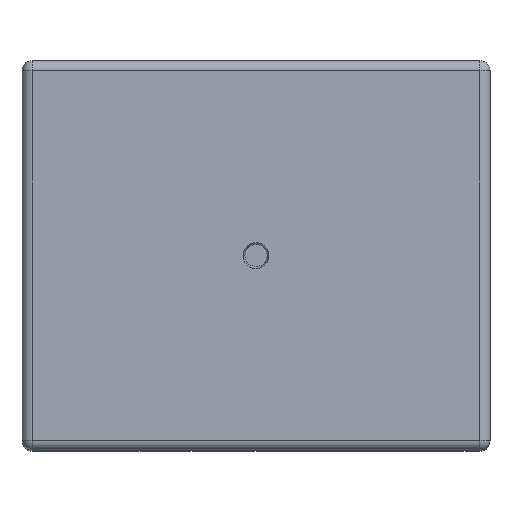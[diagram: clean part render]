
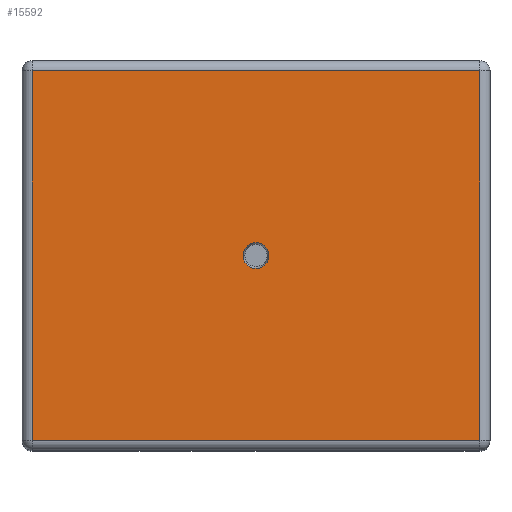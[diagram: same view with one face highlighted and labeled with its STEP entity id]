
A CAD part, top view. The second image highlights one B-rep face of the part: STEP entity #15592.
In plain terms, the highlighted planar face has unit normal (0, 0, 1).
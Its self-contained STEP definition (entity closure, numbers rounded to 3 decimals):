
#42 = AXIS2_PLACEMENT_3D ( 'NONE', #1878, #6599, #11050 ) ;
#259 = VERTEX_POINT ( 'NONE', #9344 ) ;
#638 = EDGE_CURVE ( 'NONE', #15197, #259, #10871, .T. ) ;
#777 = CARTESIAN_POINT ( 'NONE',  ( 17.2, 15., 38. ) ) ;
#823 = FACE_OUTER_BOUND ( 'NONE', #8778, .T. ) ;
#1484 = ORIENTED_EDGE ( 'NONE', *, *, #8409, .F. ) ;
#1522 = CARTESIAN_POINT ( 'NONE',  ( -17.2, 14.2, 38. ) ) ;
#1566 = DIRECTION ( 'NONE',  ( 1., 0., 0. ) ) ;
#1878 = CARTESIAN_POINT ( 'NONE',  ( 0., 0., 38. ) ) ;
#1894 = EDGE_CURVE ( 'NONE', #13302, #10046, #5117, .T. ) ;
#2008 = VECTOR ( 'NONE', #9802, 1000. ) ;
#2647 = ORIENTED_EDGE ( 'NONE', *, *, #9676, .T. ) ;
#3298 = ORIENTED_EDGE ( 'NONE', *, *, #1894, .T. ) ;
#3633 = PLANE ( 'NONE',  #42 ) ;
#3931 = AXIS2_PLACEMENT_3D ( 'NONE', #9913, #12460, #5343 ) ;
#4193 = LINE ( 'NONE', #15814, #11883 ) ;
#5117 = LINE ( 'NONE', #777, #12898 ) ;
#5161 = ORIENTED_EDGE ( 'NONE', *, *, #6836, .T. ) ;
#5343 = DIRECTION ( 'NONE',  ( 1., 0., 0. ) ) ;
#5905 = LINE ( 'NONE', #14265, #7224 ) ;
#6599 = DIRECTION ( 'NONE',  ( 0., 0., 1. ) ) ;
#6836 = EDGE_CURVE ( 'NONE', #16117, #13302, #5905, .T. ) ;
#7059 = CARTESIAN_POINT ( 'NONE',  ( 0., 0., 38. ) ) ;
#7224 = VECTOR ( 'NONE', #1566, 1000. ) ;
#7304 = CARTESIAN_POINT ( 'NONE',  ( 17.2, 14.2, 38. ) ) ;
#8351 = CARTESIAN_POINT ( 'NONE',  ( -17.2, -15., 38. ) ) ;
#8409 = EDGE_CURVE ( 'NONE', #259, #15197, #10032, .T. ) ;
#8495 = EDGE_LOOP ( 'NONE', ( #13550, #1484 ) ) ;
#8778 = EDGE_LOOP ( 'NONE', ( #3298, #2647, #12384, #5161 ) ) ;
#9344 = CARTESIAN_POINT ( 'NONE',  ( -1., 0., 38. ) ) ;
#9676 = EDGE_CURVE ( 'NONE', #10046, #15559, #4193, .T. ) ;
#9802 = DIRECTION ( 'NONE',  ( 0., -1., 0. ) ) ;
#9873 = CARTESIAN_POINT ( 'NONE',  ( -17.2, -14.2, 38. ) ) ;
#9913 = CARTESIAN_POINT ( 'NONE',  ( 0., 0., 38. ) ) ;
#10032 = CIRCLE ( 'NONE', #12125, 1. ) ;
#10046 = VERTEX_POINT ( 'NONE', #7304 ) ;
#10871 = CIRCLE ( 'NONE', #3931, 1. ) ;
#11050 = DIRECTION ( 'NONE',  ( 1., 0., 0. ) ) ;
#11883 = VECTOR ( 'NONE', #14654, 1000. ) ;
#11951 = EDGE_CURVE ( 'NONE', #15559, #16117, #13876, .T. ) ;
#12125 = AXIS2_PLACEMENT_3D ( 'NONE', #7059, #13908, #15733 ) ;
#12360 = FACE_BOUND ( 'NONE', #8495, .T. ) ;
#12384 = ORIENTED_EDGE ( 'NONE', *, *, #11951, .T. ) ;
#12460 = DIRECTION ( 'NONE',  ( 0., 0., 1. ) ) ;
#12898 = VECTOR ( 'NONE', #16928, 1000. ) ;
#13302 = VERTEX_POINT ( 'NONE', #14329 ) ;
#13550 = ORIENTED_EDGE ( 'NONE', *, *, #638, .F. ) ;
#13876 = LINE ( 'NONE', #8351, #2008 ) ;
#13908 = DIRECTION ( 'NONE',  ( 0., 0., 1. ) ) ;
#14265 = CARTESIAN_POINT ( 'NONE',  ( 18., -14.2, 38. ) ) ;
#14329 = CARTESIAN_POINT ( 'NONE',  ( 17.2, -14.2, 38. ) ) ;
#14654 = DIRECTION ( 'NONE',  ( -1., 0., 0. ) ) ;
#15197 = VERTEX_POINT ( 'NONE', #15551 ) ;
#15551 = CARTESIAN_POINT ( 'NONE',  ( 1., 0., 38. ) ) ;
#15559 = VERTEX_POINT ( 'NONE', #1522 ) ;
#15592 = ADVANCED_FACE ( 'NONE', ( #823, #12360 ), #3633, .T. ) ;
#15733 = DIRECTION ( 'NONE',  ( 1., 0., 0. ) ) ;
#15814 = CARTESIAN_POINT ( 'NONE',  ( -18., 14.2, 38. ) ) ;
#16117 = VERTEX_POINT ( 'NONE', #9873 ) ;
#16928 = DIRECTION ( 'NONE',  ( 0., 1., 0. ) ) ;
